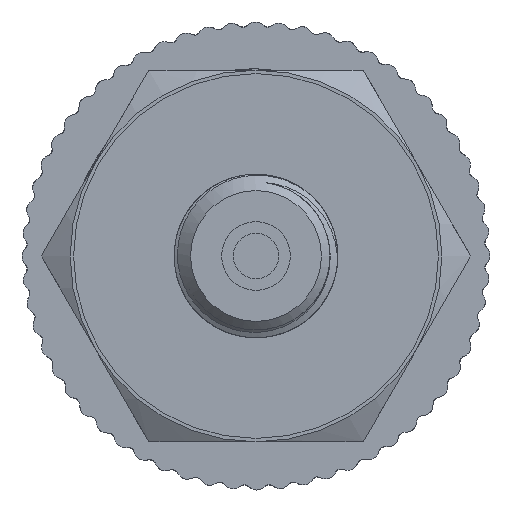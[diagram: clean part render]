
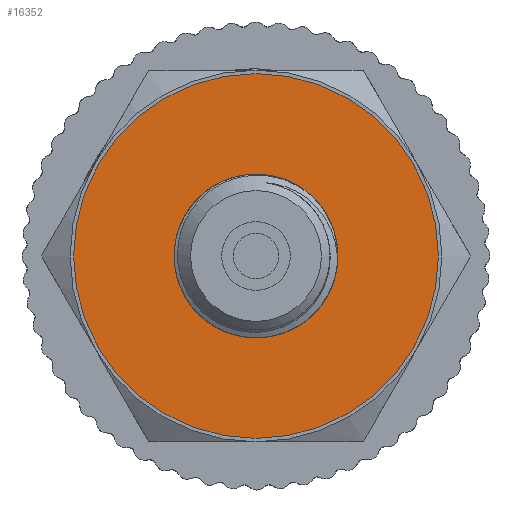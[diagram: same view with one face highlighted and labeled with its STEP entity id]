
A CAD part, left-side view. The second image highlights one B-rep face of the part: STEP entity #16352.
In plain terms, the highlighted planar face has unit normal (-1, 0, 0).
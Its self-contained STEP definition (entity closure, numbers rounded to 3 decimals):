
#656=PLANE('',#17176);
#914=FACE_BOUND('',#2283,.T.);
#1331=FACE_OUTER_BOUND('',#2282,.T.);
#2282=EDGE_LOOP('',(#12515));
#2283=EDGE_LOOP('',(#12516));
#2958=CIRCLE('',#17153,13.25);
#2969=CIRCLE('',#17173,5.942);
#6977=VERTEX_POINT('',#29365);
#6987=VERTEX_POINT('',#30601);
#8999=EDGE_CURVE('',#6977,#6977,#2958,.T.);
#9023=EDGE_CURVE('',#6987,#6987,#2969,.T.);
#12515=ORIENTED_EDGE('',*,*,#8999,.T.);
#12516=ORIENTED_EDGE('',*,*,#9023,.T.);
#16352=ADVANCED_FACE('',(#1331,#914),#656,.T.);
#17153=AXIS2_PLACEMENT_3D('',#29366,#18361,#18362);
#17173=AXIS2_PLACEMENT_3D('',#30602,#18404,#18405);
#17176=AXIS2_PLACEMENT_3D('',#30976,#18411,#18412);
#18361=DIRECTION('center_axis',(-1.,0.,0.));
#18362=DIRECTION('ref_axis',(0.,1.,0.));
#18404=DIRECTION('center_axis',(1.,0.,0.));
#18405=DIRECTION('ref_axis',(0.,1.,0.));
#18411=DIRECTION('center_axis',(-1.,0.,0.));
#18412=DIRECTION('ref_axis',(0.,0.,1.));
#29365=CARTESIAN_POINT('',(-47.,-13.25,0.));
#29366=CARTESIAN_POINT('Origin',(-47.,0.,0.));
#30601=CARTESIAN_POINT('',(-47.,-5.942,0.));
#30602=CARTESIAN_POINT('Origin',(-47.,0.,0.));
#30976=CARTESIAN_POINT('Origin',(-47.,13.5,0.));
